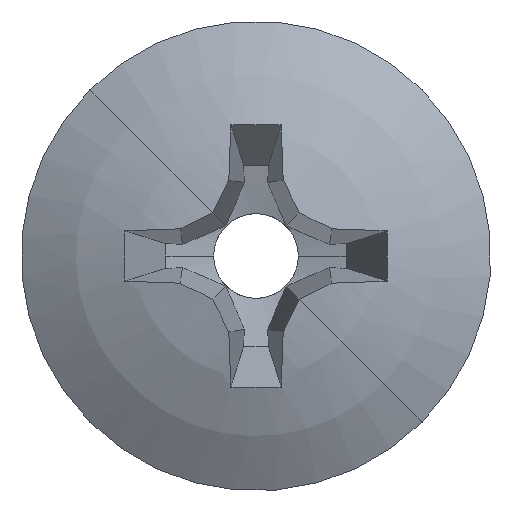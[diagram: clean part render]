
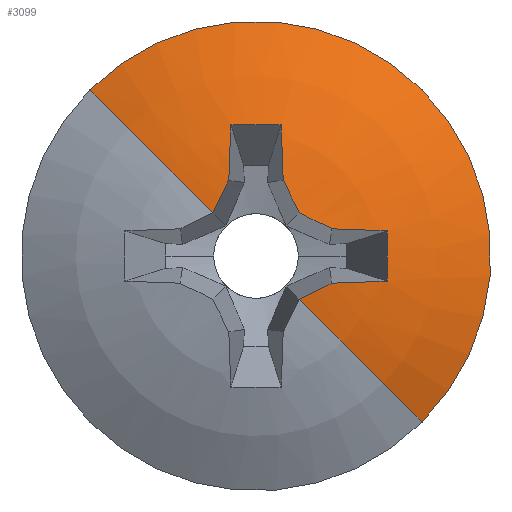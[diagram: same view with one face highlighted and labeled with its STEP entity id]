
A CAD part, left-side view. The second image highlights one B-rep face of the part: STEP entity #3099.
In plain terms, the highlighted spherical face has radius 3.842 mm.
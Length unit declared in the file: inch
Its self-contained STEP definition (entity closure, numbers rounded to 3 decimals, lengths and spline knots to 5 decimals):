
#1188=CARTESIAN_POINT('',(0.09326,0.,0.));
#1189=DIRECTION('',(0.,0.,-1.));
#1190=DIRECTION('',(-0.847,-0.532,0.));
#1191=AXIS2_PLACEMENT_3D('',#1188,#1189,#1190);
#1198=CARTESIAN_POINT('',(0.09326,0.,0.));
#1199=DIRECTION('',(0.,0.,1.));
#1200=DIRECTION('',(-0.847,0.532,0.));
#1201=AXIS2_PLACEMENT_3D('',#1198,#1199,#1200);
#1325=CARTESIAN_POINT('',(-0.05544,-0.02502,
0.01187));
#1326=CARTESIAN_POINT('',(-0.05551,-0.02485,
0.01136));
#1327=CARTESIAN_POINT('',(-0.05565,-0.0245,
0.01035));
#1328=CARTESIAN_POINT('',(-0.05583,-0.02398,
0.00885));
#1329=CARTESIAN_POINT('',(-0.05599,-0.02347,
0.00735));
#1330=CARTESIAN_POINT('',(-0.05614,-0.02295,
0.00587));
#1331=CARTESIAN_POINT('',(-0.05626,-0.02244,
0.0044));
#1332=CARTESIAN_POINT('',(-0.05638,-0.02192,
0.00294));
#1333=CARTESIAN_POINT('',(-0.05647,-0.0214,
0.00147));
#1334=CARTESIAN_POINT('',(-0.05653,-0.02106,
0.00049));
#1335=CARTESIAN_POINT('',(-0.05655,-0.02088,0.));
#1337=CARTESIAN_POINT('',(0.0911,0.00973,
0.00973));
#1338=DIRECTION('',(-0.155,0.699,0.699));
#1339=DIRECTION('',(-0.973,-0.231,0.014));
#1340=AXIS2_PLACEMENT_3D('',#1337,#1338,#1339);
#1342=CARTESIAN_POINT('',(0.08185,0.0159,
-0.0159));
#1343=DIRECTION('',(-0.453,0.631,-0.631));
#1344=DIRECTION('',(-0.89,-0.36,0.279));
#1345=AXIS2_PLACEMENT_3D('',#1342,#1343,#1344);
#1347=CARTESIAN_POINT('',(0.0911,-0.00973,
-0.00973));
#1348=DIRECTION('',(0.155,0.699,0.699));
#1349=DIRECTION('',(-0.973,-0.014,0.231));
#1350=AXIS2_PLACEMENT_3D('',#1347,#1348,#1349);
#1352=CARTESIAN_POINT('',(-0.05655,0.,0.02088));
#1353=CARTESIAN_POINT('',(-0.05649,-0.00129,
0.02134));
#1354=CARTESIAN_POINT('',(-0.05632,-0.00385,
0.02225));
#1355=CARTESIAN_POINT('',(-0.05598,-0.0076,
0.02355));
#1356=CARTESIAN_POINT('',(-0.05564,-0.01041,
0.02452));
#1357=CARTESIAN_POINT('',(-0.05544,-0.01187,
0.02502));
#1359=CARTESIAN_POINT('',(-0.05544,0.01187,
0.02502));
#1360=CARTESIAN_POINT('',(-0.05565,0.0104,
0.02452));
#1361=CARTESIAN_POINT('',(-0.05598,0.00757,
0.02354));
#1362=CARTESIAN_POINT('',(-0.05633,0.00382,
0.02223));
#1363=CARTESIAN_POINT('',(-0.05649,0.00127,
0.02133));
#1364=CARTESIAN_POINT('',(-0.05655,0.,0.02088));
#1366=CARTESIAN_POINT('',(0.0911,0.00973,
-0.00973));
#1367=DIRECTION('',(0.155,-0.699,0.699));
#1368=DIRECTION('',(-0.943,0.106,0.316));
#1369=AXIS2_PLACEMENT_3D('',#1366,#1367,#1368);
#1371=CARTESIAN_POINT('',(0.08185,-0.0159,
-0.0159));
#1372=DIRECTION('',(0.453,0.631,0.631));
#1373=DIRECTION('',(-0.89,0.36,0.279));
#1374=AXIS2_PLACEMENT_3D('',#1371,#1372,#1373);
#1376=CARTESIAN_POINT('',(0.0911,-0.00973,
0.00973));
#1377=DIRECTION('',(0.155,0.699,-0.699));
#1378=DIRECTION('',(-0.973,0.231,0.014));
#1379=AXIS2_PLACEMENT_3D('',#1376,#1377,#1378);
#1381=CARTESIAN_POINT('',(-0.05655,0.02088,0.));
#1382=CARTESIAN_POINT('',(-0.05653,0.02106,
0.00049));
#1383=CARTESIAN_POINT('',(-0.05647,0.0214,
0.00147));
#1384=CARTESIAN_POINT('',(-0.05638,0.02192,
0.00295));
#1385=CARTESIAN_POINT('',(-0.05626,0.02244,
0.00442));
#1386=CARTESIAN_POINT('',(-0.05613,0.02296,
0.00589));
#1387=CARTESIAN_POINT('',(-0.05599,0.02347,
0.00736));
#1388=CARTESIAN_POINT('',(-0.05583,0.02398,
0.00884));
#1389=CARTESIAN_POINT('',(-0.05565,0.02449,
0.01033));
#1390=CARTESIAN_POINT('',(-0.05551,0.02484,
0.01136));
#1391=CARTESIAN_POINT('',(-0.05544,0.02502,
0.01187));
#1393=CARTESIAN_POINT('',(-0.0348,0.,0.));
#1394=DIRECTION('',(1.,0.,0.));
#1395=DIRECTION('',(0.,1.,0.));
#1396=AXIS2_PLACEMENT_3D('',#1393,#1394,#1395);
#1603=CARTESIAN_POINT('',(-0.0348,0.0805,0.));
#1605=VERTEX_POINT('',#1603);
#1607=CARTESIAN_POINT('',(-0.0348,-0.0805,0.));
#1609=VERTEX_POINT('',#1607);
#1633=VERTEX_POINT('',#1325);
#1634=VERTEX_POINT('',#1335);
#1635=CARTESIAN_POINT('',(-0.05092,-0.03783,
0.02568));
#1636=VERTEX_POINT('',#1635);
#1637=CARTESIAN_POINT('',(-0.05092,-0.02568,
0.03783));
#1638=VERTEX_POINT('',#1637);
#1639=CARTESIAN_POINT('',(-0.05544,-0.01187,
0.02502));
#1640=VERTEX_POINT('',#1639);
#1641=VERTEX_POINT('',#1352);
#1642=VERTEX_POINT('',#1359);
#1643=CARTESIAN_POINT('',(-0.05092,0.02568,
0.03783));
#1644=VERTEX_POINT('',#1643);
#1645=CARTESIAN_POINT('',(-0.05092,0.03783,
0.02568));
#1646=VERTEX_POINT('',#1645);
#1647=CARTESIAN_POINT('',(-0.05544,0.02502,
0.01187));
#1648=VERTEX_POINT('',#1647);
#1649=VERTEX_POINT('',#1381);
#3070=CARTESIAN_POINT('',(0.09326,0.,0.));
#3071=DIRECTION('',(1.,0.,0.));
#3072=DIRECTION('',(0.,-1.,0.));
#3073=AXIS2_PLACEMENT_3D('',#3070,#3071,#3072);
#3074=SPHERICAL_SURFACE('',#3073,0.15126);
#3076=ORIENTED_EDGE('',*,*,#3075,.F.);
#3078=ORIENTED_EDGE('',*,*,#3077,.T.);
#3080=ORIENTED_EDGE('',*,*,#3079,.T.);
#3082=ORIENTED_EDGE('',*,*,#3081,.F.);
#3084=ORIENTED_EDGE('',*,*,#3083,.F.);
#3086=ORIENTED_EDGE('',*,*,#3085,.F.);
#3088=ORIENTED_EDGE('',*,*,#3087,.F.);
#3090=ORIENTED_EDGE('',*,*,#3089,.F.);
#3092=ORIENTED_EDGE('',*,*,#3091,.F.);
#3093=ORIENTED_EDGE('',*,*,#3063,.F.);
#3094=ORIENTED_EDGE('',*,*,#2865,.F.);
#3095=ORIENTED_EDGE('',*,*,#2825,.T.);
#3096=ORIENTED_EDGE('',*,*,#2862,.T.);
#3097=EDGE_LOOP('',(#3076,#3078,#3080,#3082,#3084,#3086,#3088,#3090,#3092,#3093,
#3094,#3095,#3096));
#3098=FACE_OUTER_BOUND('',#3097,.F.);
#1192=CIRCLE('',#1191,0.15126);
#1202=CIRCLE('',#1201,0.15126);
#1336=B_SPLINE_CURVE_WITH_KNOTS('',3,(#1325,#1326,#1327,#1328,#1329,#1330,#1331,
#1332,#1333,#1334,#1335),.UNSPECIFIED.,.F.,.F.,(4,1,1,1,1,1,1,1,4),(0.,
0.125,0.25,0.375,0.5,0.625,0.75,0.875,1.),.UNSPECIFIED.);
#1341=CIRCLE('',#1340,0.15062);
#1346=CIRCLE('',#1345,0.14914);
#1351=CIRCLE('',#1350,0.15062);
#1358=B_SPLINE_CURVE_WITH_KNOTS('',3,(#1352,#1353,#1354,#1355,#1356,#1357),
.UNSPECIFIED.,.F.,.F.,(4,1,1,4),(0.,0.33333,0.66667,1.),
.UNSPECIFIED.);
#1365=B_SPLINE_CURVE_WITH_KNOTS('',3,(#1359,#1360,#1361,#1362,#1363,#1364),
.UNSPECIFIED.,.F.,.F.,(4,1,1,4),(0.,0.33333,0.66667,1.),
.UNSPECIFIED.);
#1370=CIRCLE('',#1369,0.15062);
#1375=CIRCLE('',#1374,0.14914);
#1380=CIRCLE('',#1379,0.15062);
#1392=B_SPLINE_CURVE_WITH_KNOTS('',3,(#1381,#1382,#1383,#1384,#1385,#1386,#1387,
#1388,#1389,#1390,#1391),.UNSPECIFIED.,.F.,.F.,(4,1,1,1,1,1,1,1,4),(0.,
0.125,0.25,0.375,0.5,0.625,0.75,0.875,1.),.UNSPECIFIED.);
#1397=CIRCLE('',#1396,0.0805);
#2825=EDGE_CURVE('',#1605,#1609,#1397,.T.);
#2862=EDGE_CURVE('',#1609,#1634,#1192,.T.);
#2865=EDGE_CURVE('',#1605,#1649,#1202,.T.);
#3063=EDGE_CURVE('',#1649,#1648,#1392,.T.);
#3075=EDGE_CURVE('',#1633,#1634,#1336,.T.);
#3077=EDGE_CURVE('',#1633,#1636,#1341,.T.);
#3079=EDGE_CURVE('',#1636,#1638,#1346,.T.);
#3081=EDGE_CURVE('',#1640,#1638,#1351,.T.);
#3083=EDGE_CURVE('',#1641,#1640,#1358,.T.);
#3085=EDGE_CURVE('',#1642,#1641,#1365,.T.);
#3087=EDGE_CURVE('',#1644,#1642,#1370,.T.);
#3089=EDGE_CURVE('',#1646,#1644,#1375,.T.);
#3091=EDGE_CURVE('',#1648,#1646,#1380,.T.);
#3099=ADVANCED_FACE('',(#3098),#3074,.T.);
